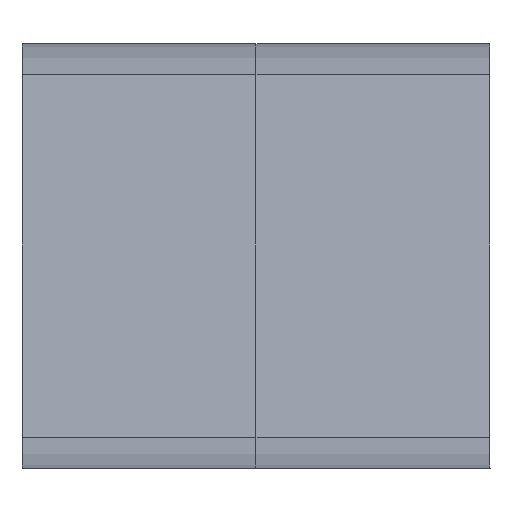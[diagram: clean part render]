
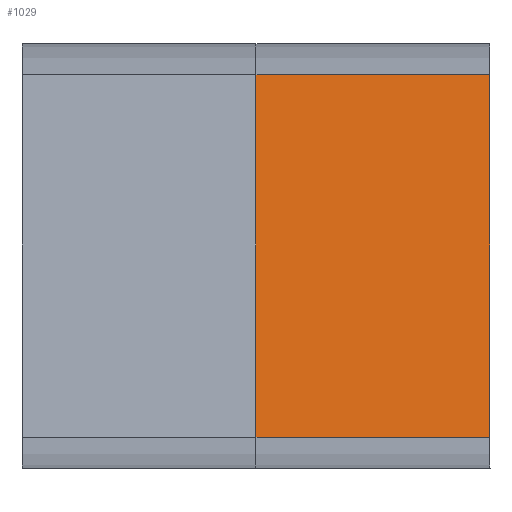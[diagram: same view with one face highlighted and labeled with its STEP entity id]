
A CAD part, left-side view. The second image highlights one B-rep face of the part: STEP entity #1029.
In plain terms, the highlighted planar face has unit normal (-0.428, 0, 0.904).
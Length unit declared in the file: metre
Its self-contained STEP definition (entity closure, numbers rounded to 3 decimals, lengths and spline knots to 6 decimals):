
#482 = VERTEX_POINT('',#483);
#483 = CARTESIAN_POINT('',(-0.012978,0.,0.017039));
#916 = EDGE_CURVE('',#482,#917,#919,.T.);
#917 = VERTEX_POINT('',#918);
#918 = CARTESIAN_POINT('',(-0.012978,-0.007157,
    0.017039));
#919 = SURFACE_CURVE('',#920,(#924),.PCURVE_S1.);
#920 = LINE('',#921,#922);
#921 = CARTESIAN_POINT('',(-0.012978,0.006736,
    0.017039));
#922 = VECTOR('',#923,1.);
#923 = DIRECTION('',(0.,-1.,0.));
#924 = PCURVE('',#925,#930);
#925 = CYLINDRICAL_SURFACE('',#926,0.01);
#926 = AXIS2_PLACEMENT_3D('',#927,#928,#929);
#927 = CARTESIAN_POINT('',(-0.0087,-0.007157,0.008));
#928 = DIRECTION('',(0.,1.,0.));
#929 = DIRECTION('',(0.,-0.,1.));
#930 = DEFINITIONAL_REPRESENTATION('',(#931),#934);
#931 = B_SPLINE_CURVE_WITH_KNOTS('',1,(#932,#933),.UNSPECIFIED.,.F.,.F.,
  (2,2),(-0.000421,0.013893),
  .PIECEWISE_BEZIER_KNOTS.);
#932 = CARTESIAN_POINT('',(5.841,0.014));
#933 = CARTESIAN_POINT('',(5.841,0.));
#934 = ( GEOMETRIC_REPRESENTATION_CONTEXT(2) 
PARAMETRIC_REPRESENTATION_CONTEXT() REPRESENTATION_CONTEXT('2D SPACE',''
  ) );
#1029 = ADVANCED_FACE('',(#1030),#1043,.T.);
#1030 = FACE_BOUND('',#1031,.T.);
#1031 = EDGE_LOOP('',(#1032,#1033,#1054,#1070));
#1032 = ORIENTED_EDGE('',*,*,#916,.F.);
#1033 = ORIENTED_EDGE('',*,*,#1034,.T.);
#1034 = EDGE_CURVE('',#482,#1035,#1037,.T.);
#1035 = VERTEX_POINT('',#1036);
#1036 = CARTESIAN_POINT('',(-0.036382,0.,0.005961));
#1037 = SURFACE_CURVE('',#1038,(#1042),.PCURVE_S1.);
#1038 = LINE('',#1039,#1040);
#1039 = CARTESIAN_POINT('',(-0.016822,0.,
    0.015219));
#1040 = VECTOR('',#1041,1.);
#1041 = DIRECTION('',(-0.904,0.,-0.428));
#1042 = PCURVE('',#1043,#1048);
#1043 = PLANE('',#1044);
#1044 = AXIS2_PLACEMENT_3D('',#1045,#1046,#1047);
#1045 = CARTESIAN_POINT('',(-0.02468,0.,
    0.0115));
#1046 = DIRECTION('',(-0.428,0.,0.904)
  );
#1047 = DIRECTION('',(0.904,0.,0.428)
  );
#1048 = DEFINITIONAL_REPRESENTATION('',(#1049),#1053);
#1049 = LINE('',#1050,#1051);
#1050 = CARTESIAN_POINT('',(0.009,0.));
#1051 = VECTOR('',#1052,1.);
#1052 = DIRECTION('',(-1.,0.));
#1053 = ( GEOMETRIC_REPRESENTATION_CONTEXT(2) 
PARAMETRIC_REPRESENTATION_CONTEXT() REPRESENTATION_CONTEXT('2D SPACE',''
  ) );
#1054 = ORIENTED_EDGE('',*,*,#1055,.T.);
#1055 = EDGE_CURVE('',#1035,#1056,#1058,.T.);
#1056 = VERTEX_POINT('',#1057);
#1057 = CARTESIAN_POINT('',(-0.036382,-0.007158,
    0.005961));
#1058 = SURFACE_CURVE('',#1059,(#1063),.PCURVE_S1.);
#1059 = LINE('',#1060,#1061);
#1060 = CARTESIAN_POINT('',(-0.036382,0.00709,
    0.005961));
#1061 = VECTOR('',#1062,1.);
#1062 = DIRECTION('',(0.,-1.,0.));
#1063 = PCURVE('',#1043,#1064);
#1064 = DEFINITIONAL_REPRESENTATION('',(#1065),#1069);
#1065 = LINE('',#1066,#1067);
#1066 = CARTESIAN_POINT('',(-0.013,0.007));
#1067 = VECTOR('',#1068,1.);
#1068 = DIRECTION('',(0.,-1.));
#1069 = ( GEOMETRIC_REPRESENTATION_CONTEXT(2) 
PARAMETRIC_REPRESENTATION_CONTEXT() REPRESENTATION_CONTEXT('2D SPACE',''
  ) );
#1070 = ORIENTED_EDGE('',*,*,#1071,.F.);
#1071 = EDGE_CURVE('',#917,#1056,#1072,.T.);
#1072 = SURFACE_CURVE('',#1073,(#1077),.PCURVE_S1.);
#1073 = LINE('',#1074,#1075);
#1074 = CARTESIAN_POINT('',(-0.003112,-0.007157,
    0.021708));
#1075 = VECTOR('',#1076,1.);
#1076 = DIRECTION('',(-0.904,0.,
    -0.428));
#1077 = PCURVE('',#1043,#1078);
#1078 = DEFINITIONAL_REPRESENTATION('',(#1079),#1083);
#1079 = LINE('',#1080,#1081);
#1080 = CARTESIAN_POINT('',(0.024,-0.007));
#1081 = VECTOR('',#1082,1.);
#1082 = DIRECTION('',(-1.,0.));
#1083 = ( GEOMETRIC_REPRESENTATION_CONTEXT(2) 
PARAMETRIC_REPRESENTATION_CONTEXT() REPRESENTATION_CONTEXT('2D SPACE',''
  ) );
